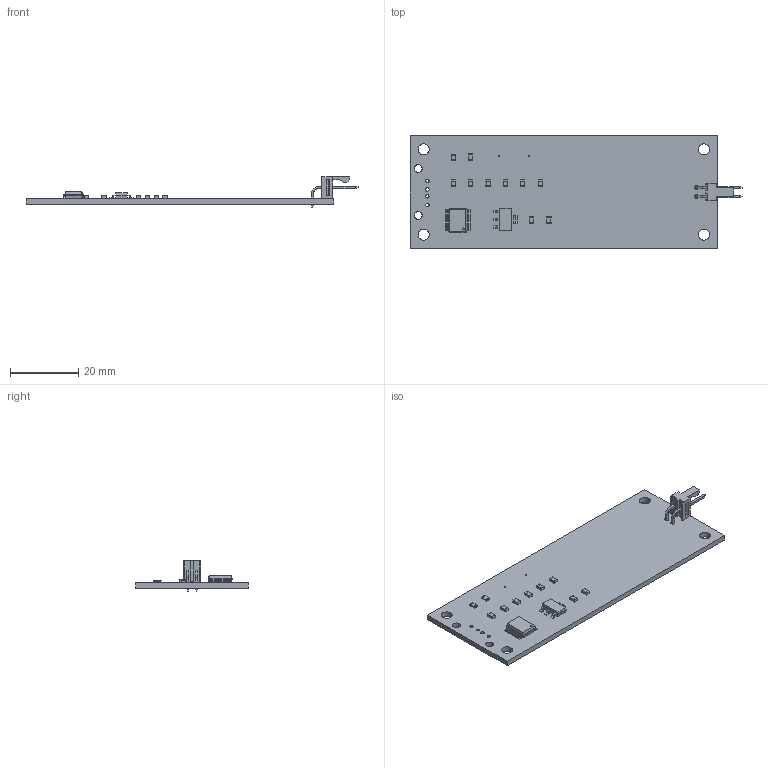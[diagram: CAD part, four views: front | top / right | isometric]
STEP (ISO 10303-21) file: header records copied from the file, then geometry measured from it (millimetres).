
FILE_DESCRIPTION(('KiCad electronic assembly'),'2;1');
FILE_NAME('Dongle.step','2018-12-02T16:31:36',('An Author'),('A Company' ),'Open CASCADE STEP processor 6.8','KiCad to STEP converter', 'Unknown');
FILE_SCHEMA(('AUTOMOTIVE_DESIGN_CC2 { 1 2 10303 214 -1 1 5 4 }'));
Length unit declared in the file: millimetre
Products named in the file (13): Open CASCADE STEP translator 6.8 1; SSOP-20_5.3x7.2mm_Pitch0.65mm; SOLID; C_0805; USB_A; R_0805; SOT-223; 1718570002; COMPOUND
Assembly tree (20 placements, depth 3):
  Open CASCADE STEP translator 6.8 1
    SSOP-20_5.3x7.2mm_Pitch0.65mm
      SOLID
    C_0805  x8
      SOLID
    USB_A
    R_0805  x2
      SOLID
    SOT-223
      SOLID
    1718570002
      COMPOUND
    COMPOUND
Bounding box: 97.15 x 33 x 8.89 mm (x, y, z)
Volume: 4907 mm3; surface area: 6969.3 mm2
Topology: 14 solids, 14 shells, 794 faces, 2085 edges, 1346 vertices
Faces by surface type: plane 506, cylinder 228, bspline 60
Full cylindrical faces by diameter (mm): 0.46 x2, 0.5 x1, 1 x4, 1.14 x2, 2.3 x2, 3.2 x4
Entity records: 56841 total; most frequent: CARTESIAN_POINT 24674, DIRECTION 4889, LINE 3153, VECTOR 3153, ORIENTED_EDGE 2998, PCURVE 2998, DEFINITIONAL_REPRESENTATION 2998, EDGE_CURVE 1499
